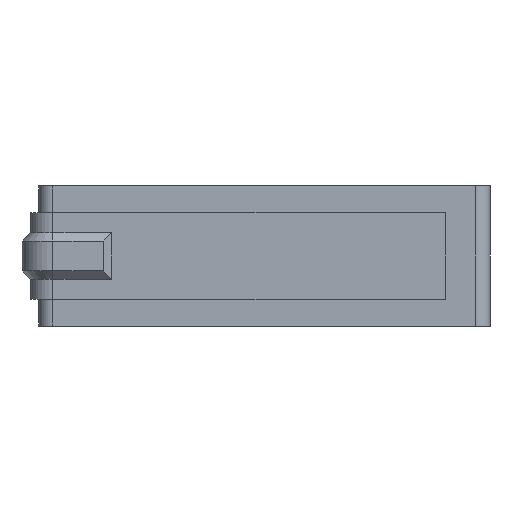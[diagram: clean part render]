
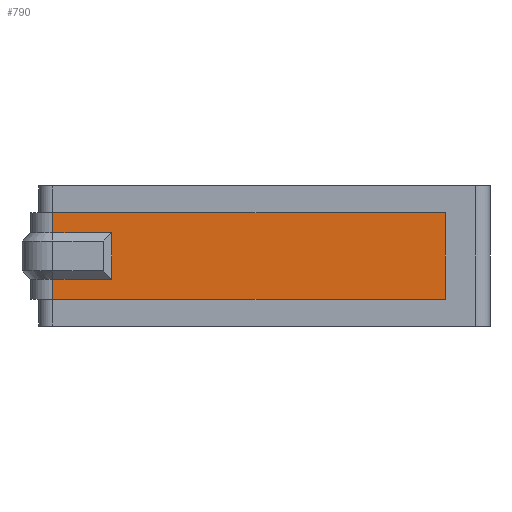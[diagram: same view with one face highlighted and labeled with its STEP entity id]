
A CAD part, front view. The second image highlights one B-rep face of the part: STEP entity #790.
In plain terms, the highlighted planar face has unit normal (0, -1, 0).
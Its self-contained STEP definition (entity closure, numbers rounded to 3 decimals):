
#91 = VERTEX_POINT ( 'NONE', #234 ) ;
#94 = VERTEX_POINT ( 'NONE', #230 ) ;
#95 = VERTEX_POINT ( 'NONE', #231 ) ;
#97 = VERTEX_POINT ( 'NONE', #232 ) ;
#100 = VERTEX_POINT ( 'NONE', #228 ) ;
#101 = VERTEX_POINT ( 'NONE', #221 ) ;
#193 = ORIENTED_EDGE ( 'NONE', *, *, #2616, .F. ) ;
#194 = ORIENTED_EDGE ( 'NONE', *, *, #2615, .F. ) ;
#195 = ORIENTED_EDGE ( 'NONE', *, *, #2614, .T. ) ;
#196 = ORIENTED_EDGE ( 'NONE', *, *, #278, .T. ) ;
#197 = ORIENTED_EDGE ( 'NONE', *, *, #2613, .T. ) ;
#198 = ORIENTED_EDGE ( 'NONE', *, *, #2612, .T. ) ;
#199 = ORIENTED_EDGE ( 'NONE', *, *, #2611, .F. ) ;
#200 = ORIENTED_EDGE ( 'NONE', *, *, #2609, .T. ) ;
#221 = CARTESIAN_POINT ( 'NONE',  ( 15.5, -6., 15.5 ) ) ;
#228 = CARTESIAN_POINT ( 'NONE',  ( -103.5, -6., -8.35 ) ) ;
#230 = CARTESIAN_POINT ( 'NONE',  ( -124.5, -6., 8.35 ) ) ;
#231 = CARTESIAN_POINT ( 'NONE',  ( -124.5, -6., 15.5 ) ) ;
#232 = CARTESIAN_POINT ( 'NONE',  ( 15.5, -6., -15.5 ) ) ;
#234 = CARTESIAN_POINT ( 'NONE',  ( -103.5, -6., 8.35 ) ) ;
#278 = EDGE_CURVE ( 'NONE', #2870, #2872, #1922, .T. ) ;
#444 = EDGE_LOOP ( 'NONE', ( #200, #199, #198, #197, #196, #195, #194, #193 ) ) ;
#790 = ADVANCED_FACE ( 'NONE', ( #2108 ), #1751, .F. ) ;
#842 = CARTESIAN_POINT ( 'NONE',  ( -124.5, -6., 15.5 ) ) ;
#846 = DIRECTION ( 'NONE',  ( 0., 0., -1. ) ) ;
#858 = CARTESIAN_POINT ( 'NONE',  ( -124.5, -6., 8.35 ) ) ;
#859 = DIRECTION ( 'NONE',  ( -1., 0., 0. ) ) ;
#864 = CARTESIAN_POINT ( 'NONE',  ( 15.5, -6., 15.5 ) ) ;
#868 = CARTESIAN_POINT ( 'NONE',  ( -103.5, -6., 8.35 ) ) ;
#869 = DIRECTION ( 'NONE',  ( 0., 0., -1. ) ) ;
#870 = CARTESIAN_POINT ( 'NONE',  ( -124.5, -6., -8.35 ) ) ;
#871 = DIRECTION ( 'NONE',  ( -1., 0., 0. ) ) ;
#872 = CARTESIAN_POINT ( 'NONE',  ( 15.5, -6., -15.5 ) ) ;
#873 = DIRECTION ( 'NONE',  ( 1., 0., 0. ) ) ;
#874 = CARTESIAN_POINT ( 'NONE',  ( 15.5, -6., 15.5 ) ) ;
#875 = CARTESIAN_POINT ( 'NONE',  ( -124.5, -6., -8.35 ) ) ;
#876 = DIRECTION ( 'NONE',  ( 0., 0., -1. ) ) ;
#877 = DIRECTION ( 'NONE',  ( 1., 0., 0. ) ) ;
#900 = CARTESIAN_POINT ( 'NONE',  ( -124.5, -6., -15.5 ) ) ;
#956 = DIRECTION ( 'NONE',  ( 0., 0., -1. ) ) ;
#960 = CARTESIAN_POINT ( 'NONE',  ( -124.5, -6., 15.5 ) ) ;
#1330 = LINE ( 'NONE', #864, #1382 ) ;
#1367 = LINE ( 'NONE', #842, #1369 ) ;
#1369 = VECTOR ( 'NONE', #846, 1000. ) ;
#1370 = LINE ( 'NONE', #858, #1372 ) ;
#1371 = LINE ( 'NONE', #868, #1374 ) ;
#1372 = VECTOR ( 'NONE', #859, 1000. ) ;
#1373 = LINE ( 'NONE', #870, #1376 ) ;
#1374 = VECTOR ( 'NONE', #869, 1000. ) ;
#1375 = LINE ( 'NONE', #872, #1378 ) ;
#1376 = VECTOR ( 'NONE', #871, 1000. ) ;
#1377 = LINE ( 'NONE', #874, #1380 ) ;
#1378 = VECTOR ( 'NONE', #873, 1000. ) ;
#1380 = VECTOR ( 'NONE', #876, 1000. ) ;
#1382 = VECTOR ( 'NONE', #877, 1000. ) ;
#1751 = PLANE ( 'NONE',  #1888 ) ;
#1752 = CARTESIAN_POINT ( 'NONE',  ( 15.5, -6., 15.5 ) ) ;
#1757 = DIRECTION ( 'NONE',  ( 0., 1., 0. ) ) ;
#1758 = DIRECTION ( 'NONE',  ( -1., 0., 0. ) ) ;
#1888 = AXIS2_PLACEMENT_3D ( 'NONE', #1752, #1757, #1758 ) ;
#1922 = LINE ( 'NONE', #960, #1925 ) ;
#1925 = VECTOR ( 'NONE', #956, 1000. ) ;
#2108 = FACE_OUTER_BOUND ( 'NONE', #444, .T. ) ;
#2609 = EDGE_CURVE ( 'NONE', #95, #94, #1367, .T. ) ;
#2611 = EDGE_CURVE ( 'NONE', #91, #94, #1370, .T. ) ;
#2612 = EDGE_CURVE ( 'NONE', #91, #100, #1371, .T. ) ;
#2613 = EDGE_CURVE ( 'NONE', #100, #2870, #1373, .T. ) ;
#2614 = EDGE_CURVE ( 'NONE', #2872, #97, #1375, .T. ) ;
#2615 = EDGE_CURVE ( 'NONE', #101, #97, #1377, .T. ) ;
#2616 = EDGE_CURVE ( 'NONE', #95, #101, #1330, .T. ) ;
#2870 = VERTEX_POINT ( 'NONE', #875 ) ;
#2872 = VERTEX_POINT ( 'NONE', #900 ) ;
